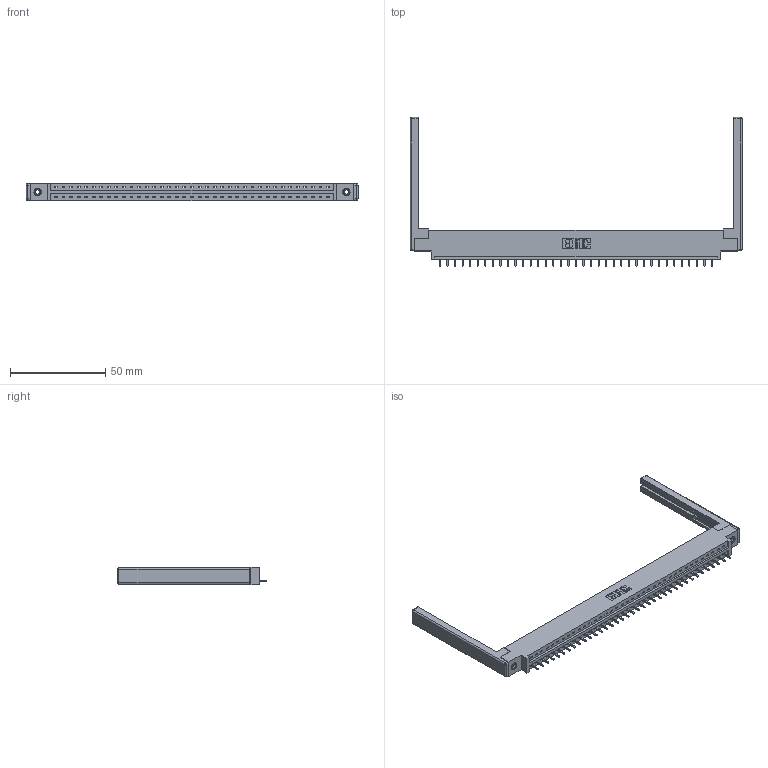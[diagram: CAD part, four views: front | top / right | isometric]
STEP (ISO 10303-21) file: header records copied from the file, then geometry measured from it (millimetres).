
FILE_DESCRIPTION (( 'STEP AP203' ), '1' );
FILE_NAME ('387-037-521-668.STEP', '2019-10-04T14:17:07', ( '' ), ( '' ), 'SwSTEP 2.0', 'SolidWorks 2016', '' );
FILE_SCHEMA (( 'CONFIG_CONTROL_DESIGN' ));
Length unit declared in the file: inch
Products named in the file (5): 387-037-521-668; 345-292-001_345-293-121; 307-220-068; 337 Part_0.170 Offset - 0.156 Dia-TI; 345-250-001_345-250-001-102
Assembly tree (42 placements, depth 2):
  387-037-521-668
    337 Part_0.170 Offset - 0.156 Dia-TI
    345-292-001_345-293-121  x37
    345-250-001_345-250-001-102  x2
    307-220-068  x2
Bounding box: 174.04 x 78.11 x 9.4 mm (x, y, z)
Volume: 22194.5 mm3; surface area: 22112.1 mm2
Topology: 42 solids, 42 shells, 2566 faces, 7669 edges, 5042 vertices
Faces by surface type: plane 1864, cylinder 678, cone 12, sphere 8, torus 4
Entity records: 31060 total; most frequent: CARTESIAN_POINT 5366, ORIENTED_EDGE 5328, DIRECTION 4600, EDGE_CURVE 2664, VECTOR 2486, LINE 2486, VERTEX_POINT 1766, AXIS2_PLACEMENT_3D 1057
